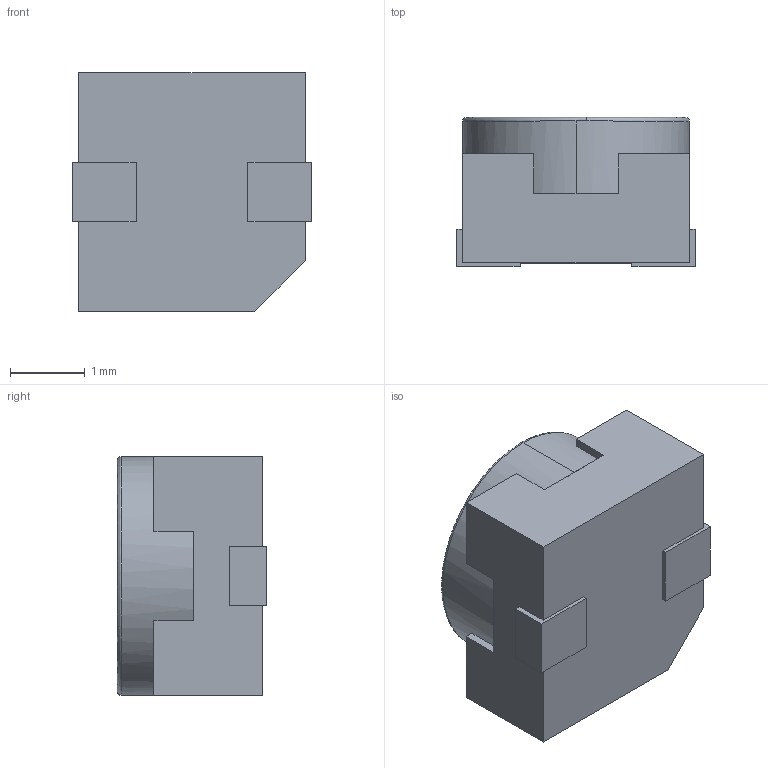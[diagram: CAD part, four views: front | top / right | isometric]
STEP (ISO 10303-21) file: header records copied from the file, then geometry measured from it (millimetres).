
FILE_DESCRIPTION (( 'STEP AP214' ), '1' );
FILE_NAME ('TE034003-1.STEP', '2024-02-09T05:10:02', ( 'LENOVO' ), ( '' ), 'SwSTEP 2.0', 'SolidWorks 2021', '' );
FILE_SCHEMA (( 'AUTOMOTIVE_DESIGN' ));
Length unit declared in the file: millimetre
Products named in the file (1): TE034003-1
Bounding box: 3.2 x 2 x 3.2 mm (x, y, z)
Volume: 17.4 mm3; surface area: 67.9 mm2
Topology: 4 solids, 4 shells, 50 faces, 121 edges, 80 vertices
Faces by surface type: plane 38, bspline 8, torus 2, cylinder 2
Entity records: 1756 total; most frequent: CARTESIAN_POINT 571, ORIENTED_EDGE 242, DIRECTION 201, EDGE_CURVE 121, LINE 95, VECTOR 95, VERTEX_POINT 80, AXIS2_PLACEMENT_3D 53
